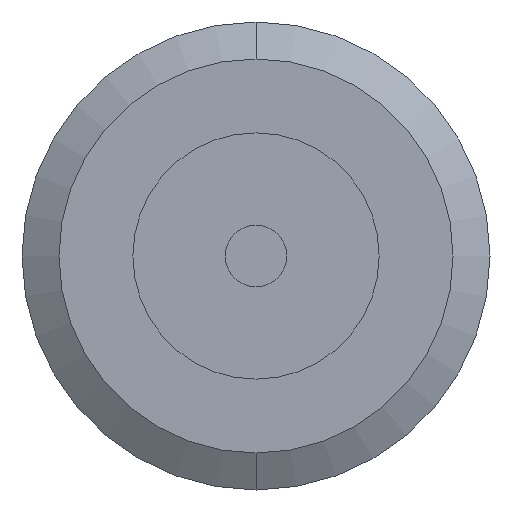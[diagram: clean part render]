
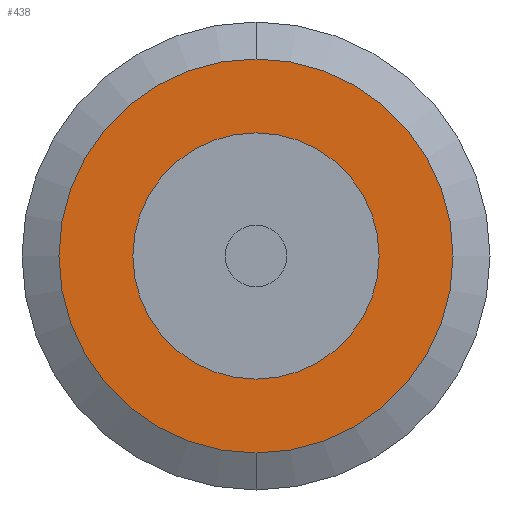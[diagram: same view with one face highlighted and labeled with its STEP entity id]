
A CAD part, front view. The second image highlights one B-rep face of the part: STEP entity #438.
In plain terms, the highlighted planar face has unit normal (0, -1, 0).
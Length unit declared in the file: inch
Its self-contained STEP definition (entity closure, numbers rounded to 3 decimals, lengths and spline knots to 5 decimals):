
#6 = EDGE_CURVE ( 'NONE', #42, #7, #828, .T. ) ;
#7 = VERTEX_POINT ( 'NONE', #829 ) ;
#42 = VERTEX_POINT ( 'NONE', #928 ) ;
#416 = ORIENTED_EDGE ( 'NONE', *, *, #2650, .F. ) ;
#421 = EDGE_LOOP ( 'NONE', ( #422, #424 ) ) ;
#422 = ORIENTED_EDGE ( 'NONE', *, *, #423, .F. ) ;
#423 = EDGE_CURVE ( 'NONE', #7, #42, #1623, .T. ) ;
#424 = ORIENTED_EDGE ( 'NONE', *, *, #6, .F. ) ;
#438 = ADVANCED_FACE ( 'NONE', ( #1596, #1595 ), #1786, .F. ) ;
#439 = ORIENTED_EDGE ( 'NONE', *, *, #440, .F. ) ;
#440 = EDGE_CURVE ( 'NONE', #2651, #2648, #1781, .T. ) ;
#459 = EDGE_LOOP ( 'NONE', ( #439, #416 ) ) ;
#824 = DIRECTION ( 'NONE',  ( 0., 0., 1. ) ) ;
#825 = DIRECTION ( 'NONE',  ( 0., 1., 0. ) ) ;
#826 = CARTESIAN_POINT ( 'NONE',  ( 0., 0., 0. ) ) ;
#827 = AXIS2_PLACEMENT_3D ( 'NONE', #826, #825, #824 ) ;
#828 = CIRCLE ( 'NONE', #827, 0.16 ) ;
#829 = CARTESIAN_POINT ( 'NONE',  ( 0., 0., -0.16 ) ) ;
#928 = CARTESIAN_POINT ( 'NONE',  ( 0., 0., 0.16 ) ) ;
#971 = AXIS2_PLACEMENT_3D ( 'NONE', #1416, #1415, #1527 ) ;
#1399 = CIRCLE ( 'NONE', #971, 0.1 ) ;
#1415 = DIRECTION ( 'NONE',  ( 0., -1., 0. ) ) ;
#1416 = CARTESIAN_POINT ( 'NONE',  ( 0., 0., 0. ) ) ;
#1527 = DIRECTION ( 'NONE',  ( 0., 0., -1. ) ) ;
#1595 = FACE_OUTER_BOUND ( 'NONE', #421, .T. ) ;
#1596 = FACE_BOUND ( 'NONE', #459, .T. ) ;
#1619 = DIRECTION ( 'NONE',  ( 0., 0., 1. ) ) ;
#1620 = DIRECTION ( 'NONE',  ( 0., 1., 0. ) ) ;
#1621 = CARTESIAN_POINT ( 'NONE',  ( 0., 0., 0. ) ) ;
#1622 = AXIS2_PLACEMENT_3D ( 'NONE', #1621, #1620, #1619 ) ;
#1623 = CIRCLE ( 'NONE', #1622, 0.16 ) ;
#1777 = DIRECTION ( 'NONE',  ( 0., 0., -1. ) ) ;
#1778 = DIRECTION ( 'NONE',  ( 0., -1., 0. ) ) ;
#1779 = CARTESIAN_POINT ( 'NONE',  ( 0., 0., 0. ) ) ;
#1780 = AXIS2_PLACEMENT_3D ( 'NONE', #1779, #1778, #1777 ) ;
#1781 = CIRCLE ( 'NONE', #1780, 0.1 ) ;
#1782 = DIRECTION ( 'NONE',  ( 0., 0., 1. ) ) ;
#1783 = DIRECTION ( 'NONE',  ( 0., 1., 0. ) ) ;
#1784 = CARTESIAN_POINT ( 'NONE',  ( 0., 0., 0. ) ) ;
#1785 = AXIS2_PLACEMENT_3D ( 'NONE', #1784, #1783, #1782 ) ;
#1786 = PLANE ( 'NONE',  #1785 ) ;
#2153 = CARTESIAN_POINT ( 'NONE',  ( 0., 0., 0.1 ) ) ;
#2439 = CARTESIAN_POINT ( 'NONE',  ( 0., 0., -0.1 ) ) ;
#2648 = VERTEX_POINT ( 'NONE', #2153 ) ;
#2650 = EDGE_CURVE ( 'NONE', #2648, #2651, #1399, .T. ) ;
#2651 = VERTEX_POINT ( 'NONE', #2439 ) ;
